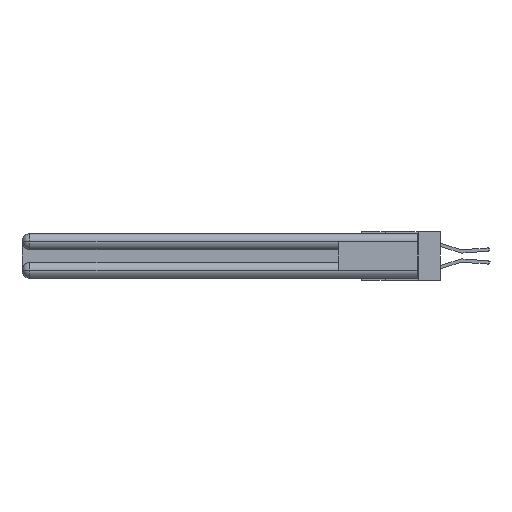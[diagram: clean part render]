
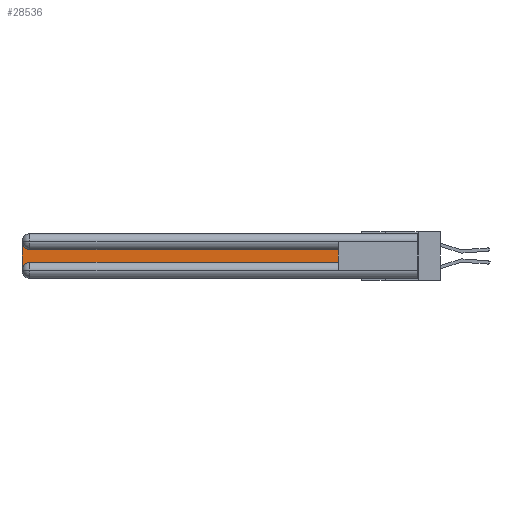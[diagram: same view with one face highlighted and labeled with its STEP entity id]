
A CAD part, left-side view. The second image highlights one B-rep face of the part: STEP entity #28536.
In plain terms, the highlighted planar face has unit normal (-1, 0, 0).
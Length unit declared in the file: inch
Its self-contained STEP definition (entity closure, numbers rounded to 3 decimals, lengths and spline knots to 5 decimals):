
#589 = EDGE_CURVE ( 'NONE', #6230, #6620, #34184, .T. ) ;
#1144 = EDGE_CURVE ( 'NONE', #17193, #6230, #28172, .T. ) ;
#1546 = AXIS2_PLACEMENT_3D ( 'NONE', #28843, #34230, #12322 ) ;
#2155 = DIRECTION ( 'NONE',  ( 0., -1., 0. ) ) ;
#2555 = VERTEX_POINT ( 'NONE', #23281 ) ;
#3083 = EDGE_LOOP ( 'NONE', ( #16558, #15518, #22990, #14828, #16644, #7693 ) ) ;
#3874 = LINE ( 'NONE', #9124, #10297 ) ;
#4571 = CARTESIAN_POINT ( 'NONE',  ( 0.075, 3., -0.0625 ) ) ;
#4908 = CARTESIAN_POINT ( 'NONE',  ( 0.075, 2.94, -0.1225 ) ) ;
#5572 = CARTESIAN_POINT ( 'NONE',  ( 0.075, 2.94, -0.2175 ) ) ;
#6230 = VERTEX_POINT ( 'NONE', #5572 ) ;
#6620 = VERTEX_POINT ( 'NONE', #7655 ) ;
#7449 = CARTESIAN_POINT ( 'NONE',  ( 0.075, 3., -0.2775 ) ) ;
#7655 = CARTESIAN_POINT ( 'NONE',  ( 0.075, 0.6, -0.2175 ) ) ;
#7693 = ORIENTED_EDGE ( 'NONE', *, *, #20150, .T. ) ;
#8381 = EDGE_CURVE ( 'NONE', #12170, #24844, #30637, .T. ) ;
#9124 = CARTESIAN_POINT ( 'NONE',  ( 0.075, 0.6, -0.2175 ) ) ;
#10297 = VECTOR ( 'NONE', #11879, 39.37008 ) ;
#11039 = VECTOR ( 'NONE', #27365, 39.37008 ) ;
#11879 = DIRECTION ( 'NONE',  ( 0., 0., 1. ) ) ;
#12170 = VERTEX_POINT ( 'NONE', #4908 ) ;
#12322 = DIRECTION ( 'NONE',  ( 0., 0., -1. ) ) ;
#12338 = VECTOR ( 'NONE', #2155, 39.37008 ) ;
#12686 = DIRECTION ( 'NONE',  ( 1., 0., 0. ) ) ;
#13311 = LINE ( 'NONE', #20811, #34274 ) ;
#14828 = ORIENTED_EDGE ( 'NONE', *, *, #1144, .T. ) ;
#14986 = DIRECTION ( 'NONE',  ( 0., 0., -1. ) ) ;
#15518 = ORIENTED_EDGE ( 'NONE', *, *, #8381, .T. ) ;
#15585 = CARTESIAN_POINT ( 'NONE',  ( 0.075, 0.6, -0.2175 ) ) ;
#16558 = ORIENTED_EDGE ( 'NONE', *, *, #23772, .T. ) ;
#16644 = ORIENTED_EDGE ( 'NONE', *, *, #589, .T. ) ;
#17193 = VERTEX_POINT ( 'NONE', #7449 ) ;
#18309 = DIRECTION ( 'NONE',  ( 0., 0., -1. ) ) ;
#18443 = DIRECTION ( 'NONE',  ( 1., 0., 0. ) ) ;
#20150 = EDGE_CURVE ( 'NONE', #6620, #2555, #3874, .T. ) ;
#20259 = EDGE_CURVE ( 'NONE', #24844, #17193, #13311, .T. ) ;
#20419 = LINE ( 'NONE', #32880, #11039 ) ;
#20547 = CARTESIAN_POINT ( 'NONE',  ( 0.075, 3., -0.1225 ) ) ;
#20811 = CARTESIAN_POINT ( 'NONE',  ( 0.075, 3., -0.2175 ) ) ;
#22990 = ORIENTED_EDGE ( 'NONE', *, *, #20259, .T. ) ;
#23281 = CARTESIAN_POINT ( 'NONE',  ( 0.075, 0.6, -0.1225 ) ) ;
#23311 = DIRECTION ( 'NONE',  ( 0., 0., -1. ) ) ;
#23772 = EDGE_CURVE ( 'NONE', #2555, #12170, #20419, .T. ) ;
#23921 = AXIS2_PLACEMENT_3D ( 'NONE', #34848, #18443, #23311 ) ;
#24844 = VERTEX_POINT ( 'NONE', #4571 ) ;
#27365 = DIRECTION ( 'NONE',  ( 0., 1., 0. ) ) ;
#28172 = CIRCLE ( 'NONE', #1546, 0.06 ) ;
#28536 = ADVANCED_FACE ( 'NONE', ( #30433 ), #31930, .F. ) ;
#28843 = CARTESIAN_POINT ( 'NONE',  ( 0.075, 2.94, -0.2775 ) ) ;
#30433 = FACE_OUTER_BOUND ( 'NONE', #3083, .T. ) ;
#30637 = CIRCLE ( 'NONE', #23921, 0.06 ) ;
#30917 = AXIS2_PLACEMENT_3D ( 'NONE', #20547, #12686, #18309 ) ;
#31930 = PLANE ( 'NONE',  #30917 ) ;
#32880 = CARTESIAN_POINT ( 'NONE',  ( 0.075, 0.6, -0.1225 ) ) ;
#34184 = LINE ( 'NONE', #15585, #12338 ) ;
#34230 = DIRECTION ( 'NONE',  ( 1., 0., 0. ) ) ;
#34274 = VECTOR ( 'NONE', #14986, 39.37008 ) ;
#34848 = CARTESIAN_POINT ( 'NONE',  ( 0.075, 2.94, -0.0625 ) ) ;
